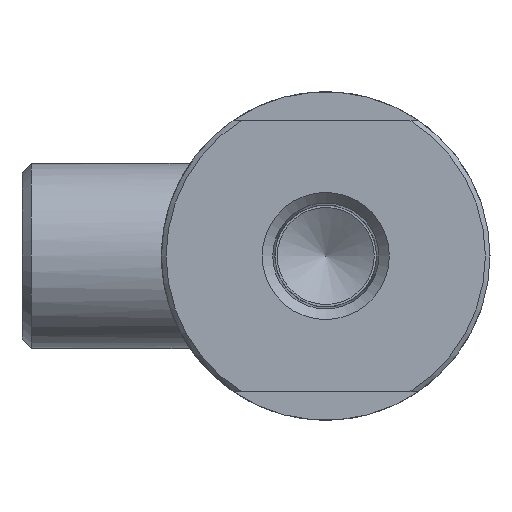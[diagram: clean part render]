
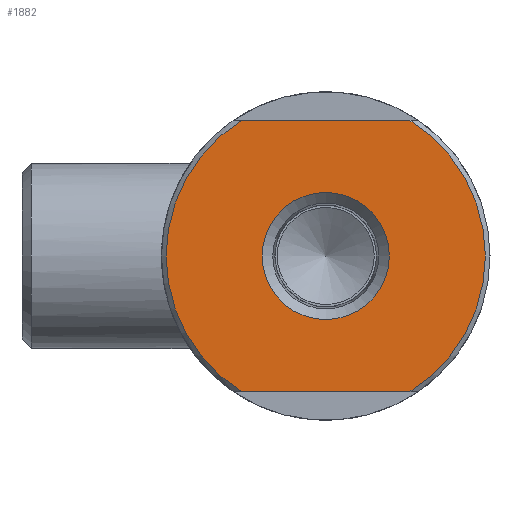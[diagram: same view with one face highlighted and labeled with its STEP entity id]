
A CAD part, left-side view. The second image highlights one B-rep face of the part: STEP entity #1882.
In plain terms, the highlighted planar face has unit normal (-1, 0, 0).
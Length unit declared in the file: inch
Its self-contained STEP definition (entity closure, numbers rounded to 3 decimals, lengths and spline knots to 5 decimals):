
#100=LINE('',#2604,#222);
#105=LINE('',#2632,#227);
#222=VECTOR('',#2111,0.54339);
#227=VECTOR('',#2134,0.54339);
#393=PLANE('',#2061);
#435=FACE_BOUND('',#667,.T.);
#541=FACE_OUTER_BOUND('',#666,.T.);
#666=EDGE_LOOP('',(#1737,#1738,#1739,#1740));
#667=EDGE_LOOP('',(#1741));
#690=CIRCLE('',#1899,0.205);
#699=CIRCLE('',#1915,0.515);
#759=CIRCLE('',#2062,0.515);
#768=VERTEX_POINT('',#2580);
#775=VERTEX_POINT('',#2599);
#776=VERTEX_POINT('',#2603);
#783=VERTEX_POINT('',#2623);
#784=VERTEX_POINT('',#2631);
#945=EDGE_CURVE('',#768,#768,#690,.T.);
#953=EDGE_CURVE('',#776,#775,#100,.T.);
#962=EDGE_CURVE('',#776,#783,#699,.T.);
#965=EDGE_CURVE('',#784,#783,#105,.T.);
#1205=EDGE_CURVE('',#784,#775,#759,.T.);
#1737=ORIENTED_EDGE('',*,*,#953,.T.);
#1738=ORIENTED_EDGE('',*,*,#1205,.F.);
#1739=ORIENTED_EDGE('',*,*,#965,.T.);
#1740=ORIENTED_EDGE('',*,*,#962,.F.);
#1741=ORIENTED_EDGE('',*,*,#945,.T.);
#1882=ADVANCED_FACE('',(#541,#435),#393,.T.);
#1899=AXIS2_PLACEMENT_3D('',#2581,#2089,#2090);
#1915=AXIS2_PLACEMENT_3D('',#2624,#2127,#2128);
#2061=AXIS2_PLACEMENT_3D('',#3355,#2535,#2536);
#2062=AXIS2_PLACEMENT_3D('',#3356,#2537,#2538);
#2089=DIRECTION('center_axis',(1.,0.,0.));
#2090=DIRECTION('ref_axis',(0.,-1.,0.));
#2111=DIRECTION('',(0.,1.,0.));
#2127=DIRECTION('center_axis',(1.,0.,0.));
#2128=DIRECTION('ref_axis',(0.,1.,0.));
#2134=DIRECTION('',(0.,-1.,0.));
#2535=DIRECTION('center_axis',(-1.,0.,0.));
#2536=DIRECTION('ref_axis',(0.,0.,1.));
#2537=DIRECTION('center_axis',(1.,0.,0.));
#2538=DIRECTION('ref_axis',(0.,1.,0.));
#2580=CARTESIAN_POINT('',(0.,-0.205,0.));
#2581=CARTESIAN_POINT('Origin',(0.,0.,
0.));
#2599=CARTESIAN_POINT('',(0.,0.2717,0.4375));
#2603=CARTESIAN_POINT('',(0.,-0.2717,0.4375));
#2604=CARTESIAN_POINT('',(0.,-0.12875,0.4375));
#2623=CARTESIAN_POINT('',(0.,-0.2717,-0.4375));
#2624=CARTESIAN_POINT('Origin',(0.,0.,0.));
#2631=CARTESIAN_POINT('',(0.,0.2717,-0.4375));
#2632=CARTESIAN_POINT('',(0.,-0.12875,-0.4375));
#3355=CARTESIAN_POINT('Origin',(0.,0.2575,0.));
#3356=CARTESIAN_POINT('Origin',(0.,0.,0.));
